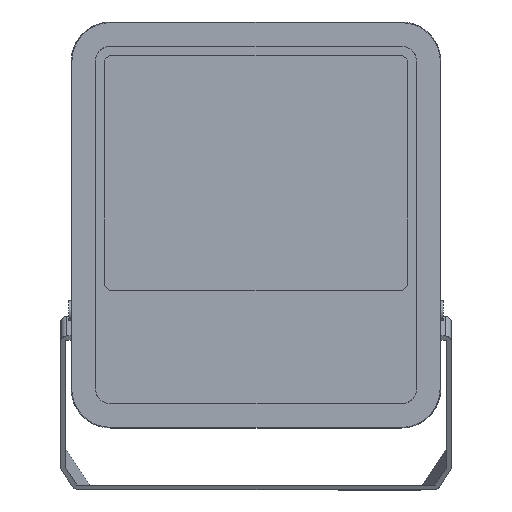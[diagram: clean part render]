
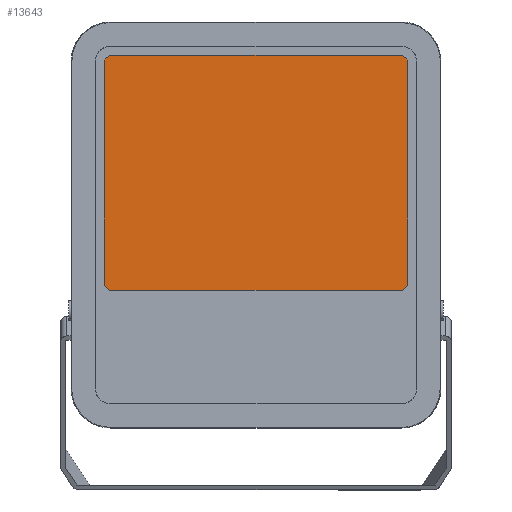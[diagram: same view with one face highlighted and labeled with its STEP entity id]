
A CAD part, top view. The second image highlights one B-rep face of the part: STEP entity #13643.
In plain terms, the highlighted face is planar.
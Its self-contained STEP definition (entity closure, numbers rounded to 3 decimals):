
#691 = AXIS2_PLACEMENT_3D ( 'NONE', #18852, #1715, #6431 ) ;
#1715 = DIRECTION ( 'NONE',  ( 0., -1., 0. ) ) ;
#2089 = DIRECTION ( 'NONE',  ( -1., 0., 0. ) ) ;
#3093 = CARTESIAN_POINT ( 'NONE',  ( 119., 123.381, 358.385 ) ) ;
#3335 = AXIS2_PLACEMENT_3D ( 'NONE', #27866, #28128, #19033 ) ;
#3361 = CARTESIAN_POINT ( 'NONE',  ( 125., 123.381, 352.385 ) ) ;
#3678 = PLANE ( 'NONE',  #17431 ) ;
#6431 = DIRECTION ( 'NONE',  ( -1., 0., 0. ) ) ;
#6523 = VECTOR ( 'NONE', #52057, 1000. ) ;
#6887 = ORIENTED_EDGE ( 'NONE', *, *, #45271, .F. ) ;
#7491 = LINE ( 'NONE', #37023, #30802 ) ;
#7971 = CARTESIAN_POINT ( 'NONE',  ( -125., 123.381, 352.385 ) ) ;
#8418 = DIRECTION ( 'NONE',  ( -1., 0., 0. ) ) ;
#8799 = ORIENTED_EDGE ( 'NONE', *, *, #39436, .F. ) ;
#10357 = CARTESIAN_POINT ( 'NONE',  ( 119., 123.381, 164.385 ) ) ;
#11724 = EDGE_CURVE ( 'NONE', #32308, #15734, #40674, .T. ) ;
#12014 = DIRECTION ( 'NONE',  ( -1., 0., 0. ) ) ;
#12655 = CARTESIAN_POINT ( 'NONE',  ( 119., 123.381, 358.385 ) ) ;
#13643 = ADVANCED_FACE ( 'NONE', ( #49639 ), #3678, .T. ) ;
#15734 = VERTEX_POINT ( 'NONE', #12655 ) ;
#16004 = DIRECTION ( 'NONE',  ( 0., 0., 1. ) ) ;
#17146 = ORIENTED_EDGE ( 'NONE', *, *, #32233, .F. ) ;
#17431 = AXIS2_PLACEMENT_3D ( 'NONE', #41047, #37394, #12014 ) ;
#18852 = CARTESIAN_POINT ( 'NONE',  ( 119., 123.381, 170.385 ) ) ;
#19033 = DIRECTION ( 'NONE',  ( -1., 0., 0. ) ) ;
#22175 = VERTEX_POINT ( 'NONE', #31273 ) ;
#22697 = LINE ( 'NONE', #43198, #6523 ) ;
#23891 = VERTEX_POINT ( 'NONE', #41701 ) ;
#25633 = AXIS2_PLACEMENT_3D ( 'NONE', #46273, #54075, #8418 ) ;
#27853 = VERTEX_POINT ( 'NONE', #7971 ) ;
#27866 = CARTESIAN_POINT ( 'NONE',  ( -119., 123.381, 352.385 ) ) ;
#28128 = DIRECTION ( 'NONE',  ( 0., -1., 0. ) ) ;
#28586 = AXIS2_PLACEMENT_3D ( 'NONE', #29001, #45877, #2089 ) ;
#29001 = CARTESIAN_POINT ( 'NONE',  ( -119., 123.381, 170.385 ) ) ;
#29792 = CIRCLE ( 'NONE', #3335, 6. ) ;
#30802 = VECTOR ( 'NONE', #16004, 1000. ) ;
#31273 = CARTESIAN_POINT ( 'NONE',  ( -125., 123.381, 170.385 ) ) ;
#31852 = DIRECTION ( 'NONE',  ( -1., 0., 0. ) ) ;
#32233 = EDGE_CURVE ( 'NONE', #15734, #45219, #32385, .T. ) ;
#32308 = VERTEX_POINT ( 'NONE', #3361 ) ;
#32385 = LINE ( 'NONE', #3093, #49163 ) ;
#33260 = EDGE_CURVE ( 'NONE', #45219, #27853, #29792, .T. ) ;
#33832 = EDGE_CURVE ( 'NONE', #54591, #45921, #38666, .T. ) ;
#34417 = ORIENTED_EDGE ( 'NONE', *, *, #42241, .F. ) ;
#36514 = CARTESIAN_POINT ( 'NONE',  ( 119., 123.381, 164.385 ) ) ;
#37023 = CARTESIAN_POINT ( 'NONE',  ( 125., 123.381, 170.385 ) ) ;
#37394 = DIRECTION ( 'NONE',  ( 0., 1., 0. ) ) ;
#37668 = EDGE_CURVE ( 'NONE', #27853, #22175, #22697, .T. ) ;
#38666 = CIRCLE ( 'NONE', #691, 6. ) ;
#39159 = CIRCLE ( 'NONE', #28586, 6. ) ;
#39436 = EDGE_CURVE ( 'NONE', #22175, #23891, #39159, .T. ) ;
#40674 = CIRCLE ( 'NONE', #25633, 6. ) ;
#41047 = CARTESIAN_POINT ( 'NONE',  ( 119., 123.381, 352.385 ) ) ;
#41701 = CARTESIAN_POINT ( 'NONE',  ( -119., 123.381, 164.385 ) ) ;
#42241 = EDGE_CURVE ( 'NONE', #23891, #54591, #52627, .T. ) ;
#43198 = CARTESIAN_POINT ( 'NONE',  ( -125., 123.381, 170.385 ) ) ;
#44021 = CARTESIAN_POINT ( 'NONE',  ( 125., 123.381, 170.385 ) ) ;
#45219 = VERTEX_POINT ( 'NONE', #49785 ) ;
#45271 = EDGE_CURVE ( 'NONE', #45921, #32308, #7491, .T. ) ;
#45877 = DIRECTION ( 'NONE',  ( 0., -1., 0. ) ) ;
#45921 = VERTEX_POINT ( 'NONE', #44021 ) ;
#46273 = CARTESIAN_POINT ( 'NONE',  ( 119., 123.381, 352.385 ) ) ;
#47444 = VECTOR ( 'NONE', #49033, 1000. ) ;
#49033 = DIRECTION ( 'NONE',  ( 1., 0., 0. ) ) ;
#49163 = VECTOR ( 'NONE', #31852, 1000. ) ;
#49639 = FACE_OUTER_BOUND ( 'NONE', #52483, .T. ) ;
#49785 = CARTESIAN_POINT ( 'NONE',  ( -119., 123.381, 358.385 ) ) ;
#50019 = ORIENTED_EDGE ( 'NONE', *, *, #37668, .F. ) ;
#51197 = ORIENTED_EDGE ( 'NONE', *, *, #33832, .F. ) ;
#52057 = DIRECTION ( 'NONE',  ( 0., 0., -1. ) ) ;
#52483 = EDGE_LOOP ( 'NONE', ( #54729, #17146, #54403, #6887, #51197, #34417, #8799, #50019 ) ) ;
#52627 = LINE ( 'NONE', #36514, #47444 ) ;
#54075 = DIRECTION ( 'NONE',  ( 0., -1., 0. ) ) ;
#54403 = ORIENTED_EDGE ( 'NONE', *, *, #11724, .F. ) ;
#54591 = VERTEX_POINT ( 'NONE', #10357 ) ;
#54729 = ORIENTED_EDGE ( 'NONE', *, *, #33260, .F. ) ;
